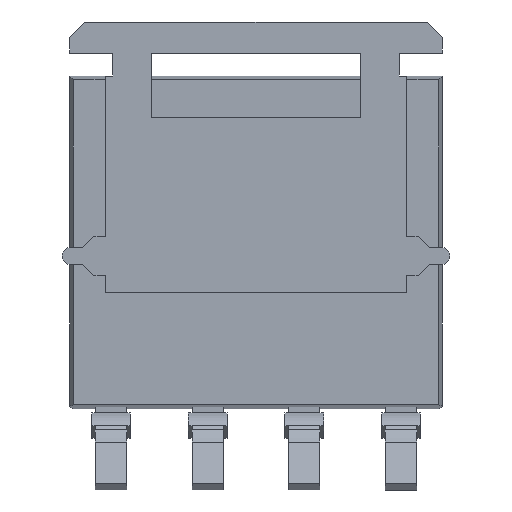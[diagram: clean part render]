
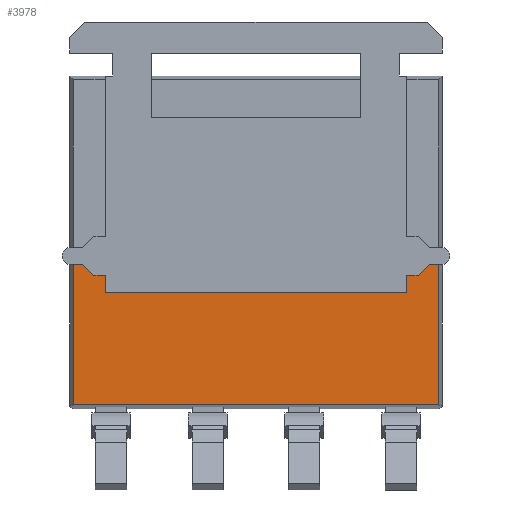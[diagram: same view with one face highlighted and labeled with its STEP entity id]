
A CAD part, front view. The second image highlights one B-rep face of the part: STEP entity #3978.
In plain terms, the highlighted planar face has unit normal (0, -1, 0).
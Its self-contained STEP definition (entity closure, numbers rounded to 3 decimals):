
#37 = CARTESIAN_POINT ( 'NONE',  ( -2.4, 0., -0.295 ) ) ;
#64 = CARTESIAN_POINT ( 'NONE',  ( -2.4, 0., -2.135 ) ) ;
#166 = LINE ( 'NONE', #4145, #4045 ) ;
#254 = AXIS2_PLACEMENT_3D ( 'NONE', #4347, #4374, #7360 ) ;
#280 = CARTESIAN_POINT ( 'NONE',  ( 2.4, 0., 0. ) ) ;
#387 = VECTOR ( 'NONE', #2462, 1000. ) ;
#520 = ORIENTED_EDGE ( 'NONE', *, *, #2180, .T. ) ;
#589 = CARTESIAN_POINT ( 'NONE',  ( -2.28, 0., -0.295 ) ) ;
#599 = CARTESIAN_POINT ( 'NONE',  ( 1.209, 0., -1.295 ) ) ;
#815 = VERTEX_POINT ( 'NONE', #37 ) ;
#865 = EDGE_CURVE ( 'NONE', #2879, #3521, #3637, .T. ) ;
#909 = VERTEX_POINT ( 'NONE', #4567 ) ;
#966 = LINE ( 'NONE', #280, #6626 ) ;
#1009 = VECTOR ( 'NONE', #1670, 1000. ) ;
#1094 = LINE ( 'NONE', #6449, #7146 ) ;
#1104 = CARTESIAN_POINT ( 'NONE',  ( -1.98, 0., -0.435 ) ) ;
#1241 = EDGE_CURVE ( 'NONE', #2039, #815, #3628, .T. ) ;
#1377 = CARTESIAN_POINT ( 'NONE',  ( 2.4, 0., -2.135 ) ) ;
#1462 = LINE ( 'NONE', #3372, #1009 ) ;
#1497 = VERTEX_POINT ( 'NONE', #64 ) ;
#1531 = PLANE ( 'NONE',  #254 ) ;
#1570 = VERTEX_POINT ( 'NONE', #1890 ) ;
#1628 = ORIENTED_EDGE ( 'NONE', *, *, #7271, .F. ) ;
#1670 = DIRECTION ( 'NONE',  ( 1., 0., 0. ) ) ;
#1672 = CARTESIAN_POINT ( 'NONE',  ( 2.28, 0., -0.295 ) ) ;
#1876 = VERTEX_POINT ( 'NONE', #1104 ) ;
#1890 = CARTESIAN_POINT ( 'NONE',  ( 2.13, 0., -0.435 ) ) ;
#1984 = VERTEX_POINT ( 'NONE', #2908 ) ;
#2039 = VERTEX_POINT ( 'NONE', #589 ) ;
#2180 = EDGE_CURVE ( 'NONE', #815, #1497, #166, .T. ) ;
#2252 = EDGE_CURVE ( 'NONE', #3957, #909, #966, .T. ) ;
#2260 = VECTOR ( 'NONE', #4693, 1000. ) ;
#2462 = DIRECTION ( 'NONE',  ( 1., 0., 0. ) ) ;
#2471 = VERTEX_POINT ( 'NONE', #1672 ) ;
#2535 = ORIENTED_EDGE ( 'NONE', *, *, #6471, .T. ) ;
#2554 = ORIENTED_EDGE ( 'NONE', *, *, #3782, .F. ) ;
#2563 = EDGE_CURVE ( 'NONE', #2876, #1876, #6712, .T. ) ;
#2687 = EDGE_LOOP ( 'NONE', ( #5867, #520, #4169, #4041, #4459, #1628, #4859, #6997, #2554, #5640, #5368, #2535 ) ) ;
#2829 = LINE ( 'NONE', #7512, #387 ) ;
#2876 = VERTEX_POINT ( 'NONE', #5517 ) ;
#2879 = VERTEX_POINT ( 'NONE', #7284 ) ;
#2908 = CARTESIAN_POINT ( 'NONE',  ( -2.13, 0., -0.435 ) ) ;
#2939 = EDGE_CURVE ( 'NONE', #1876, #1984, #4395, .T. ) ;
#3109 = CARTESIAN_POINT ( 'NONE',  ( 0., 0., -0.295 ) ) ;
#3135 = DIRECTION ( 'NONE',  ( 0., 0., 1. ) ) ;
#3188 = DIRECTION ( 'NONE',  ( -1., 0., 0. ) ) ;
#3309 = VECTOR ( 'NONE', #3939, 1000. ) ;
#3372 = CARTESIAN_POINT ( 'NONE',  ( 0., 0., -0.435 ) ) ;
#3408 = DIRECTION ( 'NONE',  ( 1., 0., 0. ) ) ;
#3521 = VERTEX_POINT ( 'NONE', #5525 ) ;
#3628 = LINE ( 'NONE', #7348, #7395 ) ;
#3637 = LINE ( 'NONE', #6414, #5115 ) ;
#3730 = CARTESIAN_POINT ( 'NONE',  ( 0., 0., -0.435 ) ) ;
#3782 = EDGE_CURVE ( 'NONE', #2876, #2879, #2829, .T. ) ;
#3830 = EDGE_CURVE ( 'NONE', #3521, #1570, #1462, .T. ) ;
#3939 = DIRECTION ( 'NONE',  ( 0., 0., 1. ) ) ;
#3957 = VERTEX_POINT ( 'NONE', #1377 ) ;
#3978 = ADVANCED_FACE ( 'NONE', ( #4910 ), #1531, .F. ) ;
#4041 = ORIENTED_EDGE ( 'NONE', *, *, #2252, .T. ) ;
#4045 = VECTOR ( 'NONE', #4820, 1000. ) ;
#4145 = CARTESIAN_POINT ( 'NONE',  ( -2.4, 0., 0. ) ) ;
#4169 = ORIENTED_EDGE ( 'NONE', *, *, #5777, .T. ) ;
#4219 = VECTOR ( 'NONE', #3408, 1000. ) ;
#4321 = DIRECTION ( 'NONE',  ( -1., 0., 0. ) ) ;
#4347 = CARTESIAN_POINT ( 'NONE',  ( 0., 0., 0. ) ) ;
#4374 = DIRECTION ( 'NONE',  ( 0., 1., 0. ) ) ;
#4395 = LINE ( 'NONE', #3730, #6146 ) ;
#4459 = ORIENTED_EDGE ( 'NONE', *, *, #6033, .F. ) ;
#4563 = VECTOR ( 'NONE', #4864, 1000. ) ;
#4567 = CARTESIAN_POINT ( 'NONE',  ( 2.4, 0., -0.295 ) ) ;
#4577 = CARTESIAN_POINT ( 'NONE',  ( -1.98, 0., 0. ) ) ;
#4693 = DIRECTION ( 'NONE',  ( 0.731, 0., 0.682 ) ) ;
#4733 = DIRECTION ( 'NONE',  ( -0.731, 0., 0.682 ) ) ;
#4750 = LINE ( 'NONE', #3109, #4563 ) ;
#4820 = DIRECTION ( 'NONE',  ( 0., 0., -1. ) ) ;
#4859 = ORIENTED_EDGE ( 'NONE', *, *, #3830, .F. ) ;
#4864 = DIRECTION ( 'NONE',  ( 1., 0., 0. ) ) ;
#4910 = FACE_OUTER_BOUND ( 'NONE', #2687, .T. ) ;
#5115 = VECTOR ( 'NONE', #6389, 1000. ) ;
#5358 = LINE ( 'NONE', #599, #2260 ) ;
#5368 = ORIENTED_EDGE ( 'NONE', *, *, #2939, .T. ) ;
#5517 = CARTESIAN_POINT ( 'NONE',  ( -1.98, 0., -0.665 ) ) ;
#5525 = CARTESIAN_POINT ( 'NONE',  ( 1.98, 0., -0.435 ) ) ;
#5640 = ORIENTED_EDGE ( 'NONE', *, *, #2563, .T. ) ;
#5680 = LINE ( 'NONE', #7269, #4219 ) ;
#5777 = EDGE_CURVE ( 'NONE', #1497, #3957, #5680, .T. ) ;
#5867 = ORIENTED_EDGE ( 'NONE', *, *, #1241, .T. ) ;
#6033 = EDGE_CURVE ( 'NONE', #2471, #909, #4750, .T. ) ;
#6146 = VECTOR ( 'NONE', #4321, 1000. ) ;
#6389 = DIRECTION ( 'NONE',  ( 0., 0., 1. ) ) ;
#6414 = CARTESIAN_POINT ( 'NONE',  ( 1.98, 0., 0. ) ) ;
#6449 = CARTESIAN_POINT ( 'NONE',  ( -1.209, 0., -1.295 ) ) ;
#6471 = EDGE_CURVE ( 'NONE', #1984, #2039, #1094, .T. ) ;
#6626 = VECTOR ( 'NONE', #3135, 1000. ) ;
#6712 = LINE ( 'NONE', #4577, #3309 ) ;
#6997 = ORIENTED_EDGE ( 'NONE', *, *, #865, .F. ) ;
#7146 = VECTOR ( 'NONE', #4733, 1000. ) ;
#7269 = CARTESIAN_POINT ( 'NONE',  ( 0., 0., -2.135 ) ) ;
#7271 = EDGE_CURVE ( 'NONE', #1570, #2471, #5358, .T. ) ;
#7284 = CARTESIAN_POINT ( 'NONE',  ( 1.98, 0., -0.665 ) ) ;
#7348 = CARTESIAN_POINT ( 'NONE',  ( 0., 0., -0.295 ) ) ;
#7360 = DIRECTION ( 'NONE',  ( 0., 0., 1. ) ) ;
#7395 = VECTOR ( 'NONE', #3188, 1000. ) ;
#7512 = CARTESIAN_POINT ( 'NONE',  ( 0., 0., -0.665 ) ) ;
